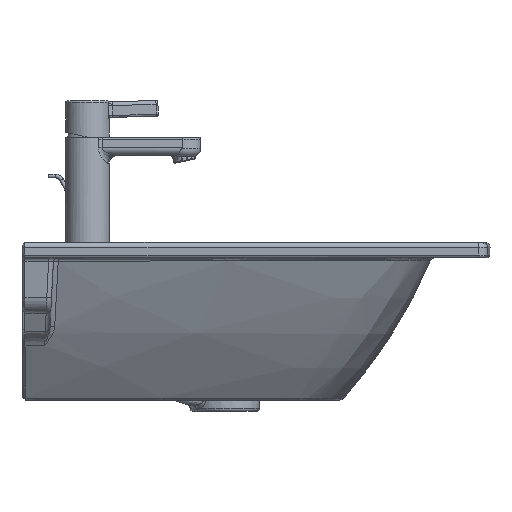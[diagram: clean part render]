
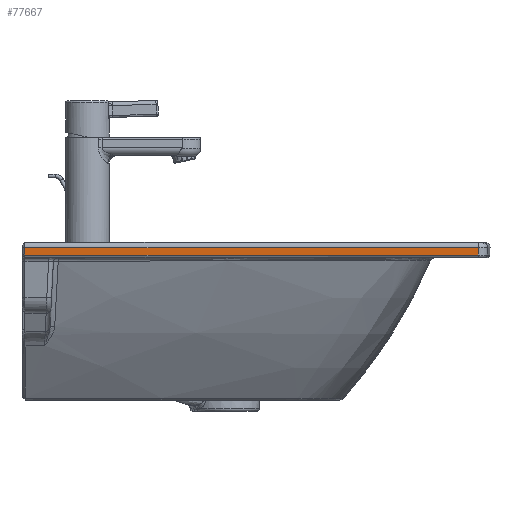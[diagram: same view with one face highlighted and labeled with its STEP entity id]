
A CAD part, front view. The second image highlights one B-rep face of the part: STEP entity #77667.
In plain terms, the highlighted planar face has unit normal (-0.001, -0.999, -0.052).
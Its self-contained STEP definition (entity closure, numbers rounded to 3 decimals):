
#75693=CARTESIAN_POINT('',(3.,-514.974,-5.262));
#75694=VERTEX_POINT('',#75693);
#75702=CARTESIAN_POINT('',(478.,-514.974,-5.262));
#75703=VERTEX_POINT('',#75702);
#75704=CARTESIAN_POINT('',(3.,-514.974,-5.262));
#75705=DIRECTION('',(1.0,0.0,0.0));
#75706=VECTOR('',#75705,475.);
#75707=LINE('',#75704,#75706);
#75708=EDGE_CURVE('',#75703,#75694,#75707,.F.);
#77637=CARTESIAN_POINT('',(0.0,-515.25,0.0));
#77638=DIRECTION('',(0.0,-0.999,-0.052));
#77639=DIRECTION('',(0.0,0.052,-0.999));
#77640=AXIS2_PLACEMENT_3D('',#77637,#77638,#77639);
#77641=PLANE('',#77640);
#77642=CARTESIAN_POINT('',(3.,-514.56,-13.157));
#77643=VERTEX_POINT('',#77642);
#77644=CARTESIAN_POINT('',(478.,-514.56,-13.157));
#77645=VERTEX_POINT('',#77644);
#77646=CARTESIAN_POINT('',(3.,-514.56,-13.157));
#77647=DIRECTION('',(1.0,0.0,0.0));
#77648=VECTOR('',#77647,475.);
#77649=LINE('',#77646,#77648);
#77650=EDGE_CURVE('',#77643,#77645,#77649,.T.);
#77651=ORIENTED_EDGE('',*,*,#77650,.T.);
#77652=CARTESIAN_POINT('',(478.,-514.56,-13.157));
#77653=DIRECTION('',(0.0,-0.052,0.999));
#77654=VECTOR('',#77653,7.906);
#77655=LINE('',#77652,#77654);
#77656=EDGE_CURVE('',#75703,#77645,#77655,.F.);
#77657=ORIENTED_EDGE('',*,*,#77656,.F.);
#77658=ORIENTED_EDGE('',*,*,#75708,.T.);
#77659=CARTESIAN_POINT('',(3.,-514.56,-13.157));
#77660=DIRECTION('',(0.0,-0.052,0.999));
#77661=VECTOR('',#77660,7.906);
#77662=LINE('',#77659,#77661);
#77663=EDGE_CURVE('',#77643,#75694,#77662,.T.);
#77664=ORIENTED_EDGE('',*,*,#77663,.F.);
#77665=EDGE_LOOP('',(#77651,#77657,#77658,#77664));
#77666=FACE_OUTER_BOUND('',#77665,.T.);
#77667=ADVANCED_FACE('',(#77666),#77641,.T.);
